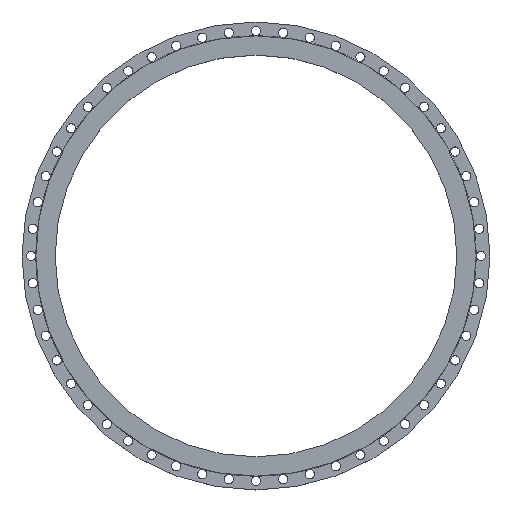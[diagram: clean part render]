
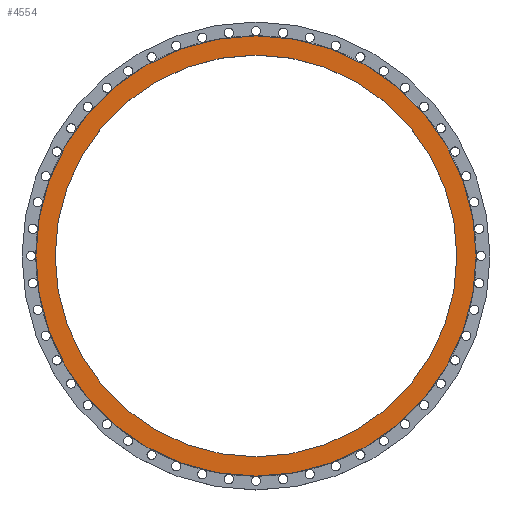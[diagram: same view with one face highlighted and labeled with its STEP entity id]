
A CAD part, top view. The second image highlights one B-rep face of the part: STEP entity #4554.
In plain terms, the highlighted planar face has unit normal (0, 0, 1).
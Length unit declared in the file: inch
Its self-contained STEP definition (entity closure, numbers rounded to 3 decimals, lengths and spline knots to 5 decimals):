
#135 = ORIENTED_EDGE ( 'NONE', *, *, #4920, .F. ) ;
#189 = ORIENTED_EDGE ( 'NONE', *, *, #3519, .F. ) ;
#501 = CARTESIAN_POINT ( 'NONE',  ( 0., 0., 0. ) ) ;
#676 = DIRECTION ( 'NONE',  ( 0., 0., 1. ) ) ;
#799 = EDGE_LOOP ( 'NONE', ( #869, #1533 ) ) ;
#809 = AXIS2_PLACEMENT_3D ( 'NONE', #1263, #676, #3566 ) ;
#869 = ORIENTED_EDGE ( 'NONE', *, *, #2565, .T. ) ;
#875 = CIRCLE ( 'NONE', #2044, 16.3125 ) ;
#1263 = CARTESIAN_POINT ( 'NONE',  ( 0., 0., 0. ) ) ;
#1454 = DIRECTION ( 'NONE',  ( 0., 0., -1. ) ) ;
#1533 = ORIENTED_EDGE ( 'NONE', *, *, #2594, .T. ) ;
#1699 = CARTESIAN_POINT ( 'NONE',  ( 17.875, 0., 0. ) ) ;
#2044 = AXIS2_PLACEMENT_3D ( 'NONE', #3046, #2185, #4575 ) ;
#2063 = CIRCLE ( 'NONE', #809, 17.875 ) ;
#2094 = DIRECTION ( 'NONE',  ( 1., 0., 0. ) ) ;
#2103 = DIRECTION ( 'NONE',  ( 0., 0., 1. ) ) ;
#2113 = VERTEX_POINT ( 'NONE', #1699 ) ;
#2127 = AXIS2_PLACEMENT_3D ( 'NONE', #4262, #1454, #3761 ) ;
#2185 = DIRECTION ( 'NONE',  ( 0., 0., 1. ) ) ;
#2191 = FACE_BOUND ( 'NONE', #2384, .T. ) ;
#2384 = EDGE_LOOP ( 'NONE', ( #135, #189 ) ) ;
#2417 = AXIS2_PLACEMENT_3D ( 'NONE', #501, #4445, #2094 ) ;
#2565 = EDGE_CURVE ( 'NONE', #2113, #2877, #2063, .T. ) ;
#2594 = EDGE_CURVE ( 'NONE', #2877, #2113, #4791, .T. ) ;
#2672 = PLANE ( 'NONE',  #2127 ) ;
#2795 = CARTESIAN_POINT ( 'NONE',  ( -17.875, 0., 0. ) ) ;
#2877 = VERTEX_POINT ( 'NONE', #2795 ) ;
#3046 = CARTESIAN_POINT ( 'NONE',  ( 0., 0., 0. ) ) ;
#3210 = CARTESIAN_POINT ( 'NONE',  ( -16.3125, 0., 0. ) ) ;
#3309 = DIRECTION ( 'NONE',  ( 1., 0., 0. ) ) ;
#3418 = CIRCLE ( 'NONE', #2417, 16.3125 ) ;
#3479 = FACE_OUTER_BOUND ( 'NONE', #799, .T. ) ;
#3519 = EDGE_CURVE ( 'NONE', #4648, #4971, #3418, .T. ) ;
#3566 = DIRECTION ( 'NONE',  ( 1., 0., 0. ) ) ;
#3736 = AXIS2_PLACEMENT_3D ( 'NONE', #4050, #2103, #3309 ) ;
#3761 = DIRECTION ( 'NONE',  ( -1., 0., 0. ) ) ;
#3774 = CARTESIAN_POINT ( 'NONE',  ( 16.3125, 0., 0. ) ) ;
#4050 = CARTESIAN_POINT ( 'NONE',  ( 0., 0., 0. ) ) ;
#4262 = CARTESIAN_POINT ( 'NONE',  ( 0., 16.3125, 0. ) ) ;
#4445 = DIRECTION ( 'NONE',  ( 0., 0., 1. ) ) ;
#4554 = ADVANCED_FACE ( 'NONE', ( #2191, #3479 ), #2672, .F. ) ;
#4575 = DIRECTION ( 'NONE',  ( 1., 0., 0. ) ) ;
#4648 = VERTEX_POINT ( 'NONE', #3210 ) ;
#4791 = CIRCLE ( 'NONE', #3736, 17.875 ) ;
#4920 = EDGE_CURVE ( 'NONE', #4971, #4648, #875, .T. ) ;
#4971 = VERTEX_POINT ( 'NONE', #3774 ) ;
